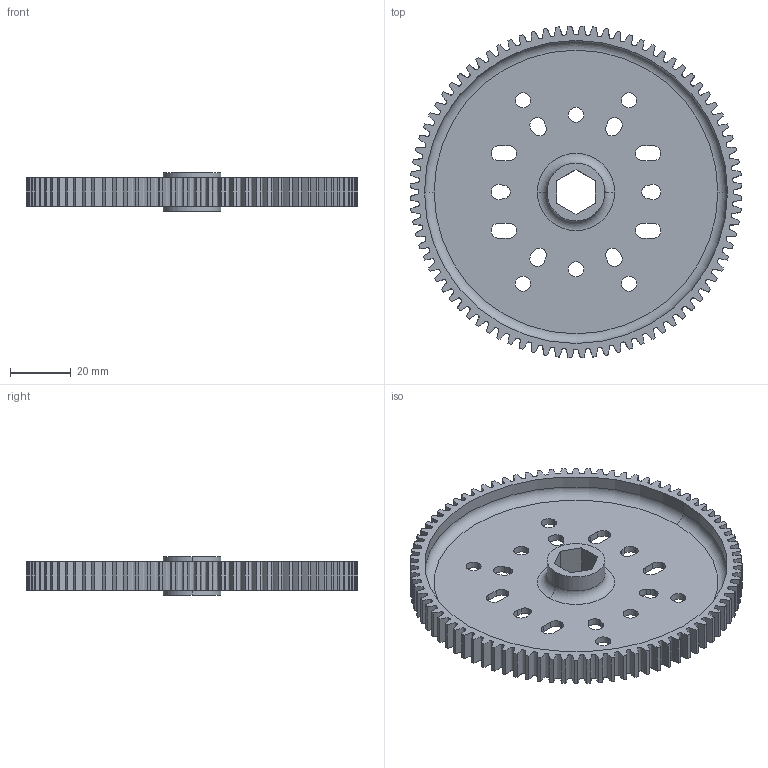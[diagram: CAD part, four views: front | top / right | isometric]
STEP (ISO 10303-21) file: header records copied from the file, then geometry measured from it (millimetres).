
FILE_DESCRIPTION (( 'STEP AP214' ), '1' );
FILE_NAME ('WCP-1439 Rev1.step', '2024-01-26T20:57:03', ( '' ), ( '' ), 'SwSTEP 2.0', 'SolidWorks 2022', '' );
FILE_SCHEMA (( 'AUTOMOTIVE_DESIGN' ));
Length unit declared in the file: inch
Products named in the file (1): WCP-1439 Rev1
Bounding box: 109.18 x 109.18 x 12.65 mm (x, y, z)
Volume: 32018.4 mm3; surface area: 26823.7 mm2
Topology: 1 solids, 1 shells, 404 faces, 1142 edges, 760 vertices
Faces by surface type: plane 139, cylinder 133, bspline 128, torus 4
Entity records: 40840 total; most frequent: CARTESIAN_POINT 30867, ORIENTED_EDGE 2284, DIRECTION 1714, EDGE_CURVE 1142, VERTEX_POINT 760, LINE 612, VECTOR 612, AXIS2_PLACEMENT_3D 551
